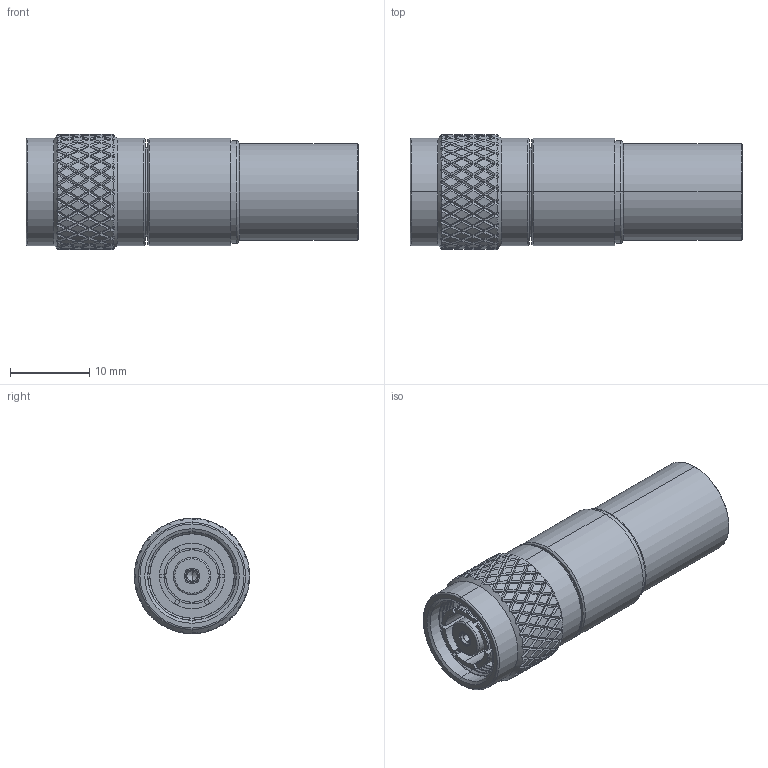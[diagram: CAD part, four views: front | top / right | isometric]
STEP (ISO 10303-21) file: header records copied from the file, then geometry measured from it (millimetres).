
FILE_DESCRIPTION (( 'STEP AP203' ), '1' );
FILE_NAME ('ARTP-1404.STEP', '2020-11-04T01:18:29', ( '' ), ( '' ), 'SwSTEP 2.0', 'SolidWorks 2018', '' );
FILE_SCHEMA (( 'CONFIG_CONTROL_DESIGN' ));
Length unit declared in the file: inch
Products named in the file (1): ARTP-1404
Bounding box: 41.8 x 14.5 x 14.5 mm (x, y, z)
Volume: 3554.6 mm3; surface area: 4991.4 mm2
Topology: 4 solids, 4 shells, 2235 faces, 4710 edges, 2495 vertices
Faces by surface type: bspline 1512, cylinder 488, plane 130, cone 65, torus 36, sphere 4
Entity records: 74443 total; most frequent: CARTESIAN_POINT 44229, ORIENTED_EDGE 9412, EDGE_CURVE 4706, DIRECTION 2617, VERTEX_POINT 2495, EDGE_LOOP 2259, FACE_OUTER_BOUND 2235, ADVANCED_FACE 2235
